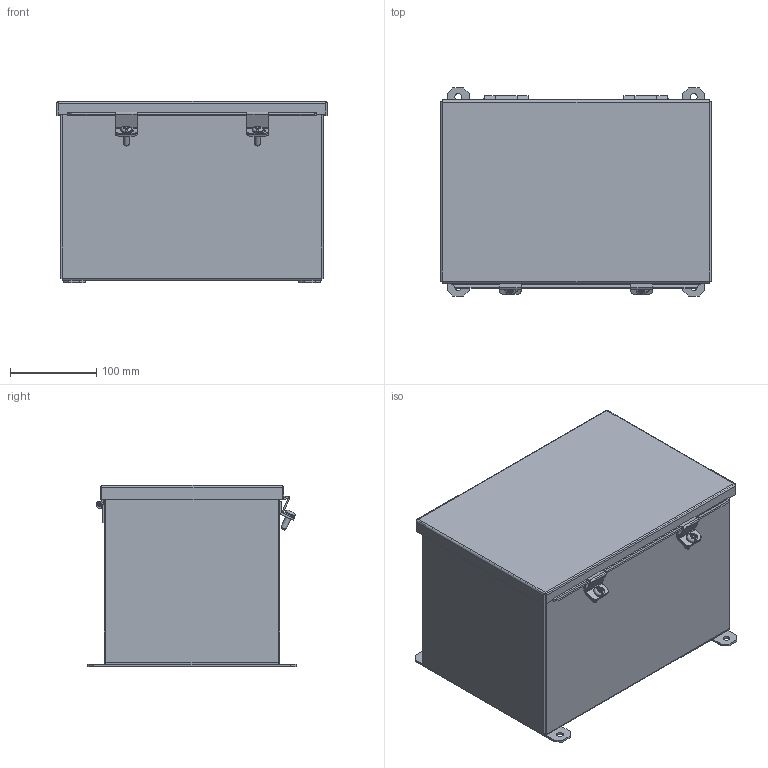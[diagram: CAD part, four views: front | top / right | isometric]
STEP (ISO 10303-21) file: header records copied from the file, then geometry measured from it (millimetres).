
FILE_DESCRIPTION (( 'STEP AP214' ), '1' );
FILE_NAME ('1486E12.STEP', '2023-06-20T10:06:41', ( '' ), ( '' ), 'SwSTEP 2.0', 'SolidWorks 2021', '' );
FILE_SCHEMA (( 'AUTOMOTIVE_DESIGN' ));
Length unit declared in the file: inch
Products named in the file (1): 1486E12
Bounding box: 314.32 x 241.3 x 209.98 mm (x, y, z)
Volume: 779133.7 mm3; surface area: 778433.4 mm2
Topology: 9 solids, 9 shells, 382 faces, 1040 edges, 674 vertices
Faces by surface type: plane 270, cylinder 92, cone 10, bspline 6, torus 4
Full cylindrical faces by diameter (mm): 4.572 x2, 5.41 x2, 6.35 x2, 7.937 x4, 12.268 x2
Entity records: 12252 total; most frequent: CARTESIAN_POINT 2547, ORIENTED_EDGE 2020, DIRECTION 1914, EDGE_CURVE 1010, LINE 736, VECTOR 736, VERTEX_POINT 666, AXIS2_PLACEMENT_3D 589
